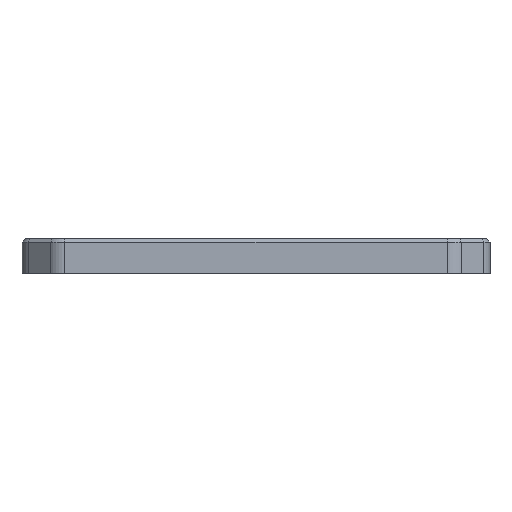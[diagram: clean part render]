
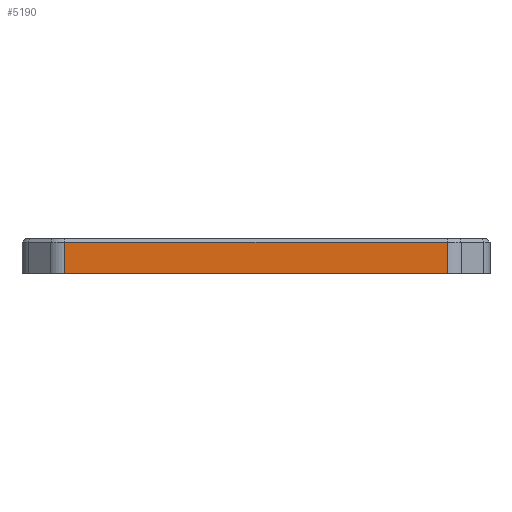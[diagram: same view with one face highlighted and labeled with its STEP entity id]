
A CAD part, front view. The second image highlights one B-rep face of the part: STEP entity #5190.
In plain terms, the highlighted planar face has unit normal (0, -1, 0).
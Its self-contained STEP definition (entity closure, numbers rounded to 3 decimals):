
#25 = LINE ( 'NONE', #6034, #2965 ) ;
#368 = LINE ( 'NONE', #4245, #3532 ) ;
#788 = VERTEX_POINT ( 'NONE', #4311 ) ;
#886 = CARTESIAN_POINT ( 'NONE',  ( -22.747, -55.35, 4.5 ) ) ;
#1006 = CARTESIAN_POINT ( 'NONE',  ( 32.767, -55.35, 5. ) ) ;
#1116 = CARTESIAN_POINT ( 'NONE',  ( 0., -55.35, -0.02 ) ) ;
#1144 = EDGE_CURVE ( 'NONE', #6795, #2597, #368, .T. ) ;
#1542 = ORIENTED_EDGE ( 'NONE', *, *, #7411, .F. ) ;
#1998 = EDGE_LOOP ( 'NONE', ( #2016, #8139, #2382, #1542 ) ) ;
#2016 = ORIENTED_EDGE ( 'NONE', *, *, #4398, .T. ) ;
#2174 = DIRECTION ( 'NONE',  ( 0., 0., -1. ) ) ;
#2347 = DIRECTION ( 'NONE',  ( -1., 0., 0. ) ) ;
#2382 = ORIENTED_EDGE ( 'NONE', *, *, #2504, .T. ) ;
#2457 = VECTOR ( 'NONE', #6196, 1000. ) ;
#2504 = EDGE_CURVE ( 'NONE', #2597, #788, #25, .T. ) ;
#2597 = VERTEX_POINT ( 'NONE', #886 ) ;
#2965 = VECTOR ( 'NONE', #2174, 1000. ) ;
#3525 = FACE_OUTER_BOUND ( 'NONE', #1998, .T. ) ;
#3532 = VECTOR ( 'NONE', #4371, 1000. ) ;
#4048 = AXIS2_PLACEMENT_3D ( 'NONE', #6942, #4246, #8069 ) ;
#4245 = CARTESIAN_POINT ( 'NONE',  ( 39.01, -55.35, 4.5 ) ) ;
#4246 = DIRECTION ( 'NONE',  ( 0., 1., 0. ) ) ;
#4311 = CARTESIAN_POINT ( 'NONE',  ( -22.747, -55.35, -0.02 ) ) ;
#4371 = DIRECTION ( 'NONE',  ( -1., 0., 0. ) ) ;
#4398 = EDGE_CURVE ( 'NONE', #8242, #6795, #6871, .T. ) ;
#4976 = LINE ( 'NONE', #1116, #6515 ) ;
#5090 = CARTESIAN_POINT ( 'NONE',  ( 32.767, -55.35, 4.5 ) ) ;
#5190 = ADVANCED_FACE ( 'NONE', ( #3525 ), #7587, .F. ) ;
#6034 = CARTESIAN_POINT ( 'NONE',  ( -22.747, -55.35, 5. ) ) ;
#6196 = DIRECTION ( 'NONE',  ( 0., 0., 1. ) ) ;
#6515 = VECTOR ( 'NONE', #2347, 1000. ) ;
#6538 = CARTESIAN_POINT ( 'NONE',  ( 32.767, -55.35, -0.02 ) ) ;
#6795 = VERTEX_POINT ( 'NONE', #5090 ) ;
#6871 = LINE ( 'NONE', #1006, #2457 ) ;
#6942 = CARTESIAN_POINT ( 'NONE',  ( 39.01, -55.35, 5. ) ) ;
#7411 = EDGE_CURVE ( 'NONE', #8242, #788, #4976, .T. ) ;
#7587 = PLANE ( 'NONE',  #4048 ) ;
#8069 = DIRECTION ( 'NONE',  ( -1., 0., 0. ) ) ;
#8139 = ORIENTED_EDGE ( 'NONE', *, *, #1144, .T. ) ;
#8242 = VERTEX_POINT ( 'NONE', #6538 ) ;
